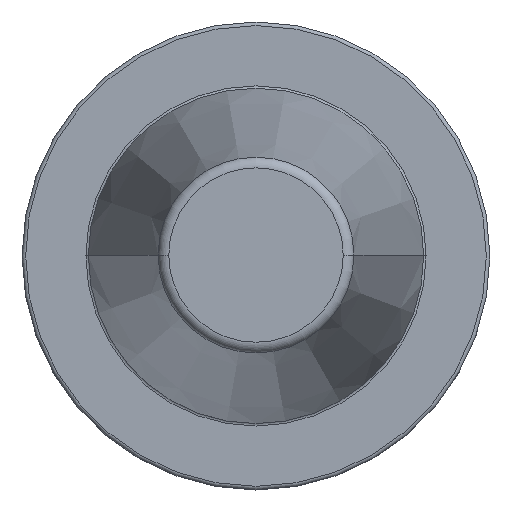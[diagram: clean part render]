
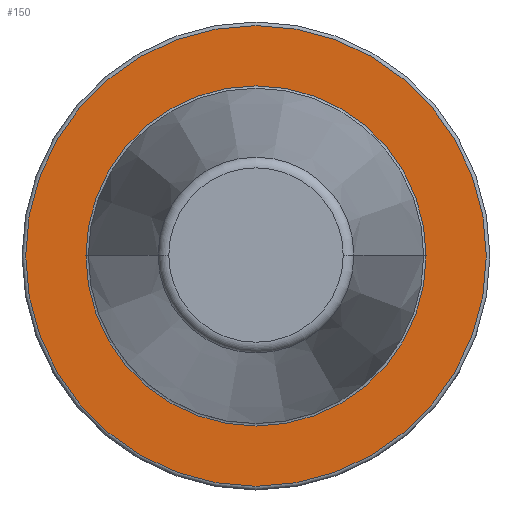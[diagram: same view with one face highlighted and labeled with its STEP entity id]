
A CAD part, top view. The second image highlights one B-rep face of the part: STEP entity #150.
In plain terms, the highlighted planar face has unit normal (0, 0, 1).
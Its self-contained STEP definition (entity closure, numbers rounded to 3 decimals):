
#78=PLANE('',#1141);
#106=FACE_BOUND('',#293,.T.);
#107=FACE_BOUND('',#294,.T.);
#150=ADVANCED_FACE('',(#106,#107),#78,.F.);
#293=EDGE_LOOP('',(#468));
#294=EDGE_LOOP('',(#469,#470));
#348=CIRCLE('',#1094,35.425);
#350=CIRCLE('',#1097,35.425);
#378=CIRCLE('',#1140,47.975);
#468=ORIENTED_EDGE('',*,*,#845,.T.);
#469=ORIENTED_EDGE('',*,*,#804,.T.);
#470=ORIENTED_EDGE('',*,*,#806,.T.);
#705=VERTEX_POINT('',#1532);
#708=VERTEX_POINT('',#1537);
#734=VERTEX_POINT('',#1621);
#804=EDGE_CURVE('',#705,#708,#348,.T.);
#806=EDGE_CURVE('',#708,#705,#350,.T.);
#845=EDGE_CURVE('',#734,#734,#378,.T.);
#1094=AXIS2_PLACEMENT_3D('',#1538,#1235,#1236);
#1097=AXIS2_PLACEMENT_3D('',#1541,#1241,#1242);
#1140=AXIS2_PLACEMENT_3D('',#1620,#1338,#1339);
#1141=AXIS2_PLACEMENT_3D('',#1622,#1340,#1341);
#1235=DIRECTION('',(0.,0.,-1.));
#1236=DIRECTION('',(-1.,0.,0.));
#1241=DIRECTION('',(0.,0.,-1.));
#1242=DIRECTION('',(-1.,0.,0.));
#1338=DIRECTION('',(0.,0.,1.));
#1339=DIRECTION('',(-1.,0.,0.));
#1340=DIRECTION('',(0.,0.,-1.));
#1341=DIRECTION('',(1.,0.,0.));
#1532=CARTESIAN_POINT('',(-35.425,0.,-3.2));
#1537=CARTESIAN_POINT('',(35.425,0.,-3.2));
#1538=CARTESIAN_POINT('',(0.,0.,-3.2));
#1541=CARTESIAN_POINT('',(0.,0.,-3.2));
#1620=CARTESIAN_POINT('',(0.,0.,-3.2));
#1621=CARTESIAN_POINT('',(-47.975,0.,-3.2));
#1622=CARTESIAN_POINT('',(0.,35.425,-3.2));
